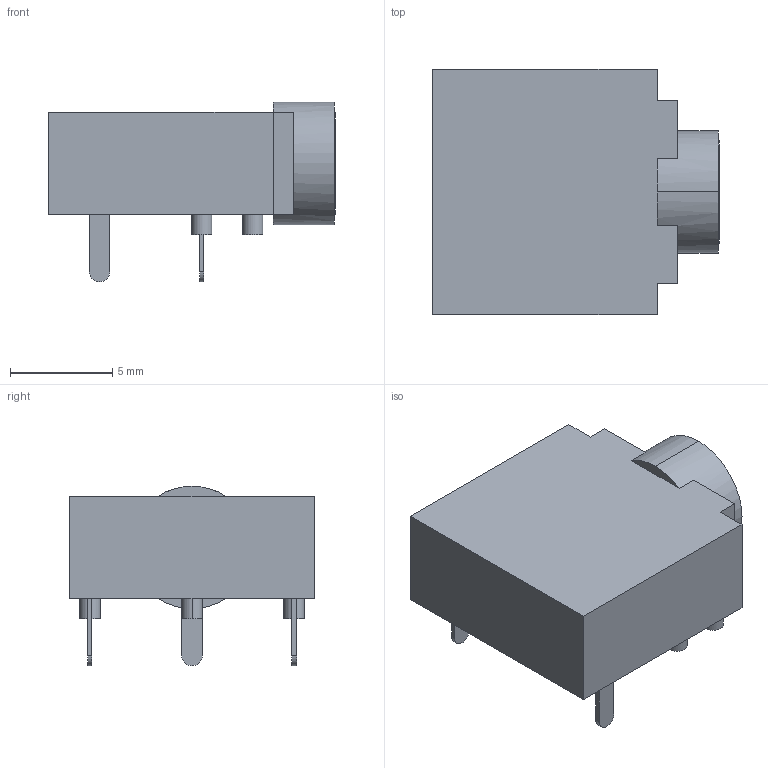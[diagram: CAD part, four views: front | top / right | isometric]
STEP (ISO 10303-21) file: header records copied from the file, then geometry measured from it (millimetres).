
FILE_DESCRIPTION(('STEP AP214'),'1');
FILE_NAME('sj1-3523ng.stp','2018-07-22T13:38:56',('TraceParts'),('TraceParts S.A.'),'Spatial InterOp 3D',' ',' ');
FILE_SCHEMA(('automotive_design'));
Length unit declared in the file: millimetre
Products named in the file (3): sj1-3523ng_1; sj1-3523ng_2; sj1-3523ng_3
Bounding box: 14.05 x 12 x 8.8 mm (x, y, z)
Volume: 749.9 mm3; surface area: 691.6 mm2
Topology: 3 solids, 3 shells, 65 faces, 150 edges, 100 vertices
Faces by surface type: plane 44, cylinder 21
Entity records: 2441 total; most frequent: DIRECTION 332, CARTESIAN_POINT 318, ORIENTED_EDGE 300, EDGE_CURVE 150, AXIS2_PLACEMENT_3D 114, LINE 104, VECTOR 104, VERTEX_POINT 100
